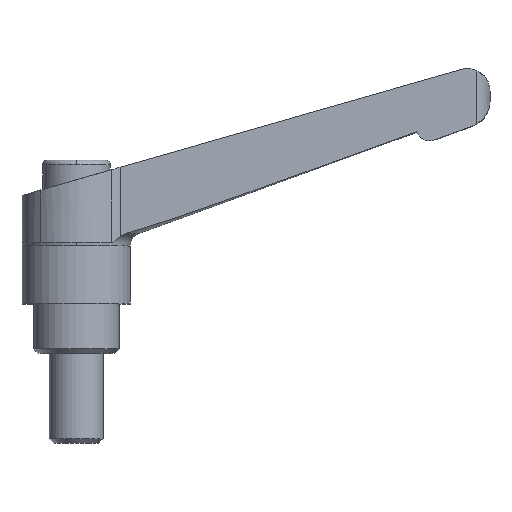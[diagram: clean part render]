
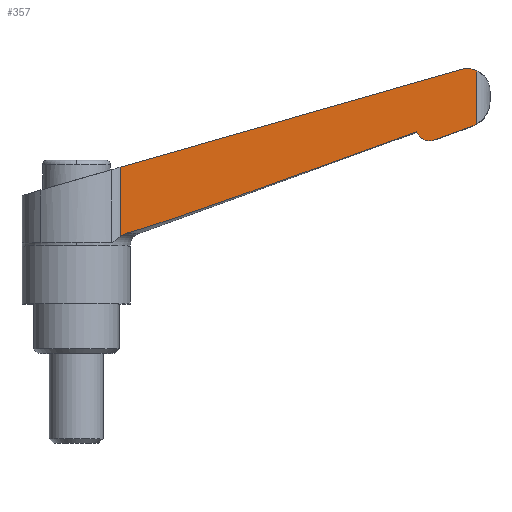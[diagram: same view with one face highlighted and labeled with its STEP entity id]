
A CAD part, top view. The second image highlights one B-rep face of the part: STEP entity #357.
In plain terms, the highlighted planar face has unit normal (0.035, 0, 0.999).
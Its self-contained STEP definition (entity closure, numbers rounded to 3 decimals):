
#283 = EDGE_CURVE( '', #555, #543, #772, .T. );
#313 = EDGE_CURVE( '', #587, #545, #808, .T. );
#347 = EDGE_CURVE( '', #621, #555, #844, .T. );
#357 = ADVANCED_FACE( '', ( #855 ), #856, .F. );
#395 = VERTEX_POINT( '', #900 );
#447 = VERTEX_POINT( '', #956 );
#463 = VERTEX_POINT( '', #974 );
#465 = EDGE_CURVE( '', #473, #545, #976, .T. );
#473 = VERTEX_POINT( '', #985 );
#543 = VERTEX_POINT( '', #1061 );
#545 = VERTEX_POINT( '', #1063 );
#555 = VERTEX_POINT( '', #1075 );
#587 = VERTEX_POINT( '', #1113 );
#621 = VERTEX_POINT( '', #1151 );
#649 = EDGE_CURVE( '', #621, #395, #1180, .T. );
#657 = EDGE_CURVE( '', #587, #395, #1188, .T. );
#659 = EDGE_CURVE( '', #463, #447, #1190, .T. );
#687 = EDGE_CURVE( '', #543, #463, #1219, .T. );
#691 = EDGE_CURVE( '', #447, #473, #1223, .T. );
#772 = ( B_SPLINE_CURVE( 2, ( #1324, #1325, #1326 ), .UNSPECIFIED., .F., .F. )B_SPLINE_CURVE_WITH_KNOTS( ( 3, 3 ), ( 0., 8.776 ), .UNSPECIFIED. )RATIONAL_B_SPLINE_CURVE( ( 1., 1.001, 1. ) )BOUNDED_CURVE(  )REPRESENTATION_ITEM( '' )GEOMETRIC_REPRESENTATION_ITEM(  )CURVE(  ) );
#808 = LINE( '', #1375, #1376 );
#844 = B_SPLINE_CURVE_WITH_KNOTS( '', 3, ( #1451, #1452, #1453, #1454, #1455, #1456, #1457, #1458 ), .UNSPECIFIED., .F., .F., ( 4, 2, 2, 4 ), ( 5.64, 6.114, 6.671, 6.934 ), .UNSPECIFIED. );
#855 = FACE_OUTER_BOUND( '', #1471, .T. );
#856 = PLANE( '', #1472 );
#900 = CARTESIAN_POINT( '', ( 89.079, 62.824, 5.69 ) );
#956 = CARTESIAN_POINT( '', ( 11.158, 26.718, 8.411 ) );
#974 = CARTESIAN_POINT( '', ( 75.749, 49.294, 6.156 ) );
#976 = LINE( '', #1629, #1630 );
#985 = CARTESIAN_POINT( '', ( 9.729, 26.036, 8.461 ) );
#1061 = CARTESIAN_POINT( '', ( 79.617, 47.501, 6.02 ) );
#1063 = CARTESIAN_POINT( '', ( 9.729, 41.408, 8.461 ) );
#1075 = CARTESIAN_POINT( '', ( 87.864, 50.488, 5.732 ) );
#1113 = CARTESIAN_POINT( '', ( 86.144, 63.321, 5.793 ) );
#1151 = CARTESIAN_POINT( '', ( 89.079, 51.09, 5.69 ) );
#1180 = LINE( '', #1988, #1989 );
#1188 = B_SPLINE_CURVE_WITH_KNOTS( '', 3, ( #2000, #2001, #2002, #2003, #2004, #2005, #2006, #2007, #2008, #2009, #2010, #2011 ), .UNSPECIFIED., .F., .F., ( 4, 2, 2, 2, 2, 4 ), ( 20.959, 21.341, 22.273, 23.205, 24.136, 24.506 ), .UNSPECIFIED. );
#1190 = ( B_SPLINE_CURVE( 2, ( #2015, #2016, #2017 ), .UNSPECIFIED., .F., .F. )B_SPLINE_CURVE_WITH_KNOTS( ( 3, 3 ), ( 0., 68.465 ), .UNSPECIFIED. )RATIONAL_B_SPLINE_CURVE( ( 1., 1.437, 1. ) )BOUNDED_CURVE(  )REPRESENTATION_ITEM( '' )GEOMETRIC_REPRESENTATION_ITEM(  )CURVE(  ) );
#1219 = B_SPLINE_CURVE_WITH_KNOTS( '', 3, ( #2074, #2075, #2076, #2077, #2078, #2079, #2080, #2081, #2082, #2083, #2084, #2085, #2086, #2087, #2088, #2089, #2090, #2091, #2092, #2093 ), .UNSPECIFIED., .F., .F., ( 4, 2, 2, 2, 2, 2, 2, 2, 2, 4 ), ( 3.468, 3.897, 4.456, 5.016, 5.576, 6.135, 6.693, 7.249, 7.805, 7.931 ), .UNSPECIFIED. );
#1223 = B_SPLINE_CURVE_WITH_KNOTS( '', 3, ( #2099, #2100, #2101, #2102, #2103, #2104, #2105, #2106 ), .UNSPECIFIED., .F., .F., ( 4, 2, 2, 4 ), ( 6.098, 6.378, 7.098, 7.598 ), .UNSPECIFIED. );
#1324 = CARTESIAN_POINT( '', ( 87.864, 50.488, 5.732 ) );
#1325 = CARTESIAN_POINT( '', ( 83.539, 48.921, 5.883 ) );
#1326 = CARTESIAN_POINT( '', ( 79.617, 47.501, 6.02 ) );
#1375 = CARTESIAN_POINT( '', ( -7.353, 36.509, 9.057 ) );
#1376 = VECTOR( '', #2281, 1. );
#1451 = CARTESIAN_POINT( '', ( 89.079, 51.09, 5.69 ) );
#1452 = CARTESIAN_POINT( '', ( 88.934, 50.997, 5.695 ) );
#1453 = CARTESIAN_POINT( '', ( 88.786, 50.91, 5.7 ) );
#1454 = CARTESIAN_POINT( '', ( 88.462, 50.738, 5.712 ) );
#1455 = CARTESIAN_POINT( '', ( 88.285, 50.656, 5.718 ) );
#1456 = CARTESIAN_POINT( '', ( 88.033, 50.551, 5.727 ) );
#1457 = CARTESIAN_POINT( '', ( 87.95, 50.519, 5.729 ) );
#1458 = CARTESIAN_POINT( '', ( 87.864, 50.488, 5.732 ) );
#1471 = EDGE_LOOP( '', ( #2325, #2326, #2327, #2328, #2329, #2330, #2331, #2332, #2333 ) );
#1472 = AXIS2_PLACEMENT_3D( '', #2334, #2335, #2336 );
#1629 = CARTESIAN_POINT( '', ( 9.729, 0., 8.461 ) );
#1630 = VECTOR( '', #2482, 1. );
#1988 = CARTESIAN_POINT( '', ( 89.079, 0., 5.69 ) );
#1989 = VECTOR( '', #2701, 1. );
#2000 = CARTESIAN_POINT( '', ( 85.423, 63.171, 5.818 ) );
#2001 = CARTESIAN_POINT( '', ( 85.555, 63.209, 5.813 ) );
#2002 = CARTESIAN_POINT( '', ( 85.69, 63.241, 5.808 ) );
#2003 = CARTESIAN_POINT( '', ( 86.158, 63.334, 5.792 ) );
#2004 = CARTESIAN_POINT( '', ( 86.497, 63.365, 5.78 ) );
#2005 = CARTESIAN_POINT( '', ( 87.118, 63.365, 5.759 ) );
#2006 = CARTESIAN_POINT( '', ( 87.457, 63.334, 5.747 ) );
#2007 = CARTESIAN_POINT( '', ( 88.121, 63.203, 5.723 ) );
#2008 = CARTESIAN_POINT( '', ( 88.446, 63.101, 5.712 ) );
#2009 = CARTESIAN_POINT( '', ( 88.847, 62.936, 5.698 ) );
#2010 = CARTESIAN_POINT( '', ( 88.963, 62.883, 5.694 ) );
#2011 = CARTESIAN_POINT( '', ( 89.079, 62.824, 5.69 ) );
#2015 = CARTESIAN_POINT( '', ( 75.749, 49.294, 6.156 ) );
#2016 = CARTESIAN_POINT( '', ( 21.189, 29.557, 8.061 ) );
#2017 = CARTESIAN_POINT( '', ( 11.158, 26.718, 8.411 ) );
#2074 = CARTESIAN_POINT( '', ( 79.617, 47.501, 6.02 ) );
#2075 = CARTESIAN_POINT( '', ( 79.478, 47.451, 6.025 ) );
#2076 = CARTESIAN_POINT( '', ( 79.327, 47.408, 6.031 ) );
#2077 = CARTESIAN_POINT( '', ( 78.975, 47.338, 6.043 ) );
#2078 = CARTESIAN_POINT( '', ( 78.772, 47.32, 6.05 ) );
#2079 = CARTESIAN_POINT( '', ( 78.398, 47.32, 6.063 ) );
#2080 = CARTESIAN_POINT( '', ( 78.195, 47.338, 6.07 ) );
#2081 = CARTESIAN_POINT( '', ( 77.796, 47.418, 6.084 ) );
#2082 = CARTESIAN_POINT( '', ( 77.6, 47.478, 6.091 ) );
#2083 = CARTESIAN_POINT( '', ( 77.256, 47.621, 6.103 ) );
#2084 = CARTESIAN_POINT( '', ( 77.075, 47.715, 6.109 ) );
#2085 = CARTESIAN_POINT( '', ( 76.737, 47.94, 6.121 ) );
#2086 = CARTESIAN_POINT( '', ( 76.58, 48.07, 6.126 ) );
#2087 = CARTESIAN_POINT( '', ( 76.317, 48.332, 6.136 ) );
#2088 = CARTESIAN_POINT( '', ( 76.187, 48.488, 6.14 ) );
#2089 = CARTESIAN_POINT( '', ( 75.962, 48.824, 6.148 ) );
#2090 = CARTESIAN_POINT( '', ( 75.867, 49.004, 6.151 ) );
#2091 = CARTESIAN_POINT( '', ( 75.78, 49.213, 6.154 ) );
#2092 = CARTESIAN_POINT( '', ( 75.764, 49.253, 6.155 ) );
#2093 = CARTESIAN_POINT( '', ( 75.749, 49.294, 6.156 ) );
#2099 = CARTESIAN_POINT( '', ( 11.158, 26.718, 8.411 ) );
#2100 = CARTESIAN_POINT( '', ( 11.063, 26.692, 8.414 ) );
#2101 = CARTESIAN_POINT( '', ( 10.971, 26.663, 8.418 ) );
#2102 = CARTESIAN_POINT( '', ( 10.657, 26.553, 8.429 ) );
#2103 = CARTESIAN_POINT( '', ( 10.415, 26.448, 8.437 ) );
#2104 = CARTESIAN_POINT( '', ( 10.025, 26.236, 8.451 ) );
#2105 = CARTESIAN_POINT( '', ( 9.871, 26.138, 8.456 ) );
#2106 = CARTESIAN_POINT( '', ( 9.729, 26.036, 8.461 ) );
#2281 = DIRECTION( '', ( -0.961, -0.275, 0.034 ) );
#2325 = ORIENTED_EDGE( '', *, *, #313, .T. );
#2326 = ORIENTED_EDGE( '', *, *, #465, .F. );
#2327 = ORIENTED_EDGE( '', *, *, #691, .F. );
#2328 = ORIENTED_EDGE( '', *, *, #659, .F. );
#2329 = ORIENTED_EDGE( '', *, *, #687, .F. );
#2330 = ORIENTED_EDGE( '', *, *, #283, .F. );
#2331 = ORIENTED_EDGE( '', *, *, #347, .F. );
#2332 = ORIENTED_EDGE( '', *, *, #649, .T. );
#2333 = ORIENTED_EDGE( '', *, *, #657, .F. );
#2334 = CARTESIAN_POINT( '', ( 9.729, 0., 8.461 ) );
#2335 = DIRECTION( '', ( -0.035, 0., -0.999 ) );
#2336 = DIRECTION( '', ( -0.999, 0., 0.035 ) );
#2482 = DIRECTION( '', ( 0., 1., 0. ) );
#2701 = DIRECTION( '', ( 0., 1., 0. ) );
